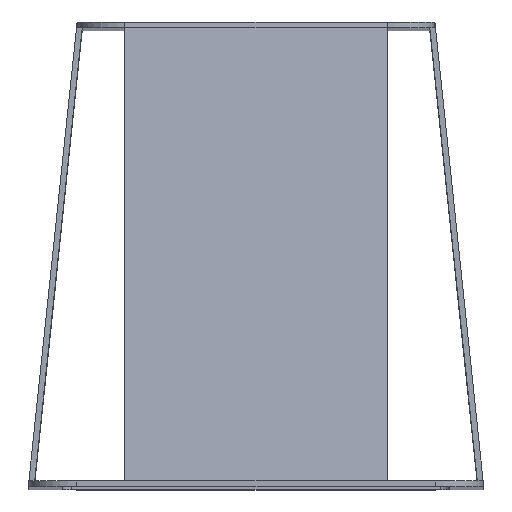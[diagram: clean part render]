
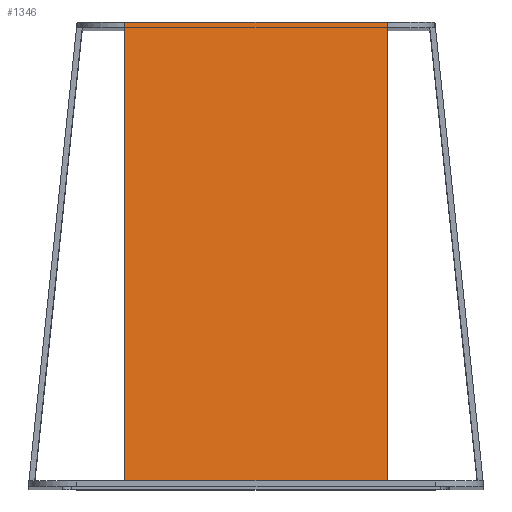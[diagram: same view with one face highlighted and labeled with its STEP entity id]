
A CAD part, top view. The second image highlights one B-rep face of the part: STEP entity #1346.
In plain terms, the highlighted planar face has unit normal (0, 0.104, 0.995).
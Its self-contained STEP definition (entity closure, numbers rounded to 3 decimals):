
#15 = ORIENTED_EDGE ( 'NONE', *, *, #51, .T. ) ;
#27 = DIRECTION ( 'NONE',  ( 1., 0., 0. ) ) ;
#51 = EDGE_CURVE ( 'NONE', #2090, #1032, #813, .T. ) ;
#144 = CARTESIAN_POINT ( 'NONE',  ( -8.8, 96.2, 10. ) ) ;
#221 = CARTESIAN_POINT ( 'NONE',  ( -8.8, 0.527, 20.056 ) ) ;
#272 = VERTEX_POINT ( 'NONE', #352 ) ;
#352 = CARTESIAN_POINT ( 'NONE',  ( -63.8, 0., 20.111 ) ) ;
#388 = CARTESIAN_POINT ( 'NONE',  ( 1.2, 96.2, 10. ) ) ;
#400 = VECTOR ( 'NONE', #2158, 1000. ) ;
#401 = ORIENTED_EDGE ( 'NONE', *, *, #922, .F. ) ;
#508 = PLANE ( 'NONE',  #632 ) ;
#588 = CARTESIAN_POINT ( 'NONE',  ( -8.8, 0., 20.111 ) ) ;
#632 = AXIS2_PLACEMENT_3D ( 'NONE', #884, #1263, #2186 ) ;
#736 = EDGE_CURVE ( 'NONE', #2090, #272, #1302, .T. ) ;
#752 = CARTESIAN_POINT ( 'NONE',  ( 1.2, 0., 20.111 ) ) ;
#813 = LINE ( 'NONE', #221, #1984 ) ;
#884 = CARTESIAN_POINT ( 'NONE',  ( 1.2, 96.2, 10. ) ) ;
#922 = EDGE_CURVE ( 'NONE', #272, #1589, #1444, .T. ) ;
#970 = DIRECTION ( 'NONE',  ( 0., 0.995, -0.105 ) ) ;
#1032 = VERTEX_POINT ( 'NONE', #144 ) ;
#1082 = ORIENTED_EDGE ( 'NONE', *, *, #736, .F. ) ;
#1136 = FACE_OUTER_BOUND ( 'NONE', #1952, .T. ) ;
#1192 = LINE ( 'NONE', #388, #2130 ) ;
#1263 = DIRECTION ( 'NONE',  ( 0., -0.105, -0.995 ) ) ;
#1302 = LINE ( 'NONE', #752, #1900 ) ;
#1320 = DIRECTION ( 'NONE',  ( -1., 0., 0. ) ) ;
#1346 = ADVANCED_FACE ( 'NONE', ( #1136 ), #508, .F. ) ;
#1375 = ORIENTED_EDGE ( 'NONE', *, *, #2124, .F. ) ;
#1444 = LINE ( 'NONE', #2182, #400 ) ;
#1589 = VERTEX_POINT ( 'NONE', #2417 ) ;
#1900 = VECTOR ( 'NONE', #1320, 1000. ) ;
#1952 = EDGE_LOOP ( 'NONE', ( #1375, #401, #1082, #15 ) ) ;
#1984 = VECTOR ( 'NONE', #970, 1000. ) ;
#2090 = VERTEX_POINT ( 'NONE', #588 ) ;
#2124 = EDGE_CURVE ( 'NONE', #1589, #1032, #1192, .T. ) ;
#2130 = VECTOR ( 'NONE', #27, 1000. ) ;
#2158 = DIRECTION ( 'NONE',  ( 0., 0.995, -0.105 ) ) ;
#2182 = CARTESIAN_POINT ( 'NONE',  ( -63.8, 0.527, 20.056 ) ) ;
#2186 = DIRECTION ( 'NONE',  ( -1., 0., 0. ) ) ;
#2417 = CARTESIAN_POINT ( 'NONE',  ( -63.8, 96.2, 10. ) ) ;
